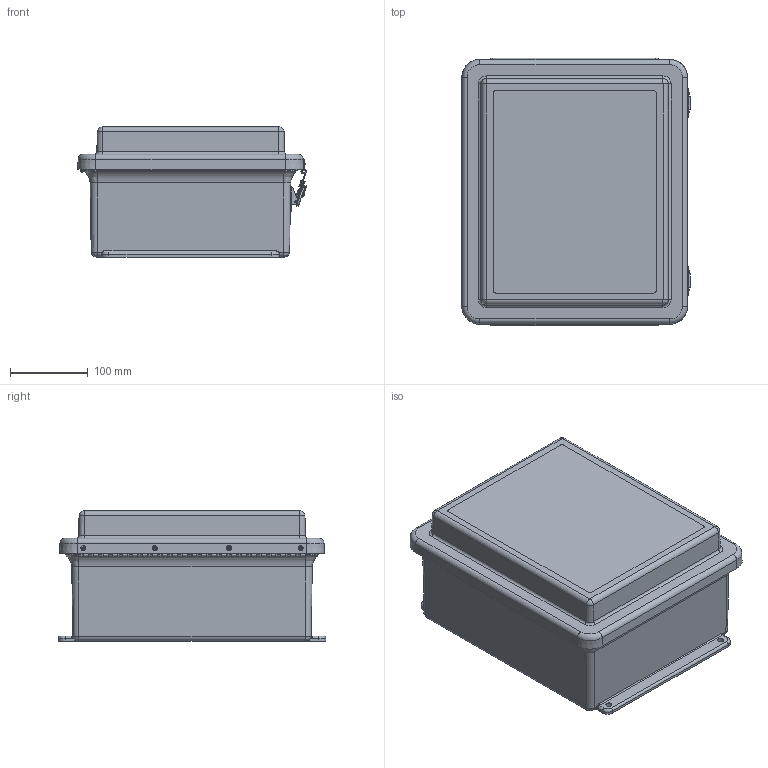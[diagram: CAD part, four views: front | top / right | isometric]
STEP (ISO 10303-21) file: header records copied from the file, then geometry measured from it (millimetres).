
FILE_DESCRIPTION(/* description */ (''),/* implementation_level */ '2;1');
FILE_NAME(/* name */ 'HW-RHJ121006CHTLW.stp',/* time_stamp */ '2014-04-07T12:12:09-05:00',/* author */ ('jtigges'),/* organization */ (''),/* preprocessor_version */ 'ST-DEVELOPER v15.2',/* originating_system */ 'Autodesk Inventor 2014',/* authorisation */ '');
FILE_SCHEMA (('AUTOMOTIVE_DESIGN { 1 0 10303 214 3 1 1 }'));
Length unit declared in the file: inch
Products named in the file (29): J1210HL_9; RMINS45821P_219; RMINS45821P_220; RMINS45821P_221; RMINS45821P_222; J1210BHL; RMHINGCOV11; RMHINGPIN11; RMHINGBOX11; RMHING11; RJW1210HLCVR; GASKET_1210; WP1210HLU; WINDOW_1210RJ; RMRIV43; RMKEEPJLL150WT; JONEA; JONEB; JONEC; JONED; JONEE; JONEF; JONEG; JONEH; JONEI; JONE; RMLATJLL150_25; RMLATJLL150_26; RJW1210HLL_STP
Bounding box: 294.9 x 344.49 x 167.33 mm (x, y, z)
Volume: 1707770.8 mm3; surface area: 867167.5 mm2
Topology: 49 solids, 49 shells, 1239 faces, 3141 edges, 2037 vertices
Faces by surface type: plane 551, cylinder 473, bspline 86, torus 60, cone 59, sphere 10
Full cylindrical faces by diameter (mm): 2.159 x47, 2.4 x2, 2.7 x4, 3 x2, 3.175 x16, 3.25 x2, 3.302 x4, 3.327 x8, 3.5 x2, 3.556 x16, 3.861 x5, 3.962 x7, 4.2 x4, 4.609 x2, 4.618 x2, 4.7 x2, 4.9 x2, 5 x4, 5.3 x2, 5.537 x4, 6.35 x16, 6.858 x4, 13.3 x2, 13.5 x2
Entity records: 33967 total; most frequent: CARTESIAN_POINT 11253, DIRECTION 4793, ORIENTED_EDGE 4332, EDGE_CURVE 2166, AXIS2_PLACEMENT_3D 1810, VERTEX_POINT 1477, EDGE_LOOP 1223, LINE 1173
